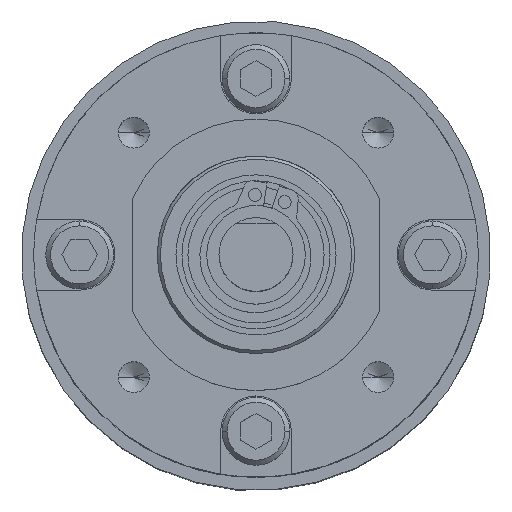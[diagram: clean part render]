
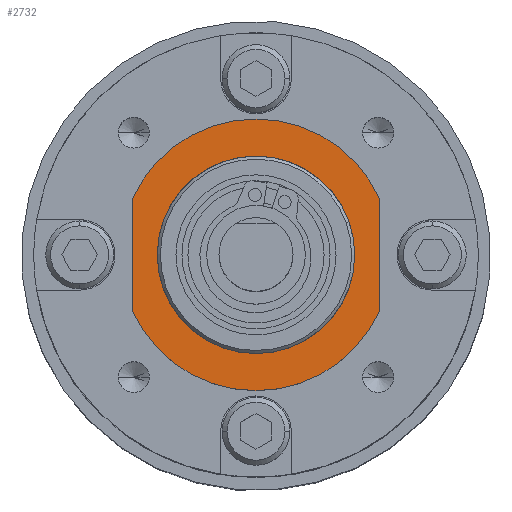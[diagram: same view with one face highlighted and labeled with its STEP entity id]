
A CAD part, top view. The second image highlights one B-rep face of the part: STEP entity #2732.
In plain terms, the highlighted planar face has unit normal (0, 0, 1).
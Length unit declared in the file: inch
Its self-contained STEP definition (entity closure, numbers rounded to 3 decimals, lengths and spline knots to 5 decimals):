
#372 = EDGE_LOOP ( 'NONE', ( #23394, #14248, #21630, #20907 ) ) ;
#1337 = CARTESIAN_POINT ( 'NONE',  ( 0.3937, -0.18042, 1.31718 ) ) ;
#2277 = AXIS2_PLACEMENT_3D ( 'NONE', #6026, #22091, #8312 ) ;
#2732 = ADVANCED_FACE ( 'NONE', ( #16324, #28508 ), #12978, .T. ) ;
#3857 = LINE ( 'NONE', #15412, #21465 ) ;
#4266 = AXIS2_PLACEMENT_3D ( 'NONE', #25539, #11805, #27821 ) ;
#4815 = EDGE_CURVE ( 'NONE', #6005, #24565, #7903, .T. ) ;
#6005 = VERTEX_POINT ( 'NONE', #29281 ) ;
#6026 = CARTESIAN_POINT ( 'NONE',  ( 0., 0., 1.31718 ) ) ;
#7028 = AXIS2_PLACEMENT_3D ( 'NONE', #26281, #12551, #28598 ) ;
#7903 = CIRCLE ( 'NONE', #7028, 0.31496 ) ;
#8163 = DIRECTION ( 'NONE',  ( 1., 0., 0. ) ) ;
#8185 = CIRCLE ( 'NONE', #4266, 0.31496 ) ;
#8312 = DIRECTION ( 'NONE',  ( 1., 0., 0. ) ) ;
#8668 = LINE ( 'NONE', #19168, #15521 ) ;
#9474 = DIRECTION ( 'NONE',  ( 0., 0., 1. ) ) ;
#9787 = EDGE_CURVE ( 'NONE', #24565, #6005, #8185, .T. ) ;
#11805 = DIRECTION ( 'NONE',  ( 0., 0., 1. ) ) ;
#12034 = VERTEX_POINT ( 'NONE', #21564 ) ;
#12551 = DIRECTION ( 'NONE',  ( 0., 0., 1. ) ) ;
#12978 = PLANE ( 'NONE',  #26091 ) ;
#13354 = EDGE_CURVE ( 'NONE', #27782, #19155, #25109, .T. ) ;
#13961 = VERTEX_POINT ( 'NONE', #28414 ) ;
#14248 = ORIENTED_EDGE ( 'NONE', *, *, #16195, .T. ) ;
#15412 = CARTESIAN_POINT ( 'NONE',  ( -0.3937, 0.18042, 1.31718 ) ) ;
#15521 = VECTOR ( 'NONE', #16843, 39.37008 ) ;
#16195 = EDGE_CURVE ( 'NONE', #19155, #13961, #8668, .T. ) ;
#16324 = FACE_BOUND ( 'NONE', #17659, .T. ) ;
#16344 = AXIS2_PLACEMENT_3D ( 'NONE', #23256, #9474, #25540 ) ;
#16394 = EDGE_CURVE ( 'NONE', #13961, #12034, #21613, .T. ) ;
#16843 = DIRECTION ( 'NONE',  ( 0., 1., 0. ) ) ;
#17659 = EDGE_LOOP ( 'NONE', ( #24450, #29471 ) ) ;
#17713 = DIRECTION ( 'NONE',  ( 0., -1., 0. ) ) ;
#19155 = VERTEX_POINT ( 'NONE', #1337 ) ;
#19168 = CARTESIAN_POINT ( 'NONE',  ( 0.3937, 0.18042, 1.31718 ) ) ;
#20864 = EDGE_CURVE ( 'NONE', #12034, #27782, #3857, .T. ) ;
#20907 = ORIENTED_EDGE ( 'NONE', *, *, #20864, .T. ) ;
#21465 = VECTOR ( 'NONE', #17713, 39.37008 ) ;
#21564 = CARTESIAN_POINT ( 'NONE',  ( -0.3937, 0.18042, 1.31718 ) ) ;
#21613 = CIRCLE ( 'NONE', #16344, 0.43307 ) ;
#21630 = ORIENTED_EDGE ( 'NONE', *, *, #16394, .T. ) ;
#21637 = DIRECTION ( 'NONE',  ( 0., 0., 1. ) ) ;
#22091 = DIRECTION ( 'NONE',  ( 0., 0., 1. ) ) ;
#22754 = CARTESIAN_POINT ( 'NONE',  ( -0.3937, -0.18042, 1.31718 ) ) ;
#23256 = CARTESIAN_POINT ( 'NONE',  ( 0., 0., 1.31718 ) ) ;
#23394 = ORIENTED_EDGE ( 'NONE', *, *, #13354, .T. ) ;
#24450 = ORIENTED_EDGE ( 'NONE', *, *, #4815, .F. ) ;
#24565 = VERTEX_POINT ( 'NONE', #28992 ) ;
#25109 = CIRCLE ( 'NONE', #2277, 0.43307 ) ;
#25539 = CARTESIAN_POINT ( 'NONE',  ( 0., 0., 1.31718 ) ) ;
#25540 = DIRECTION ( 'NONE',  ( 1., 0., 0. ) ) ;
#26091 = AXIS2_PLACEMENT_3D ( 'NONE', #28416, #21637, #8163 ) ;
#26281 = CARTESIAN_POINT ( 'NONE',  ( 0., 0., 1.31718 ) ) ;
#27782 = VERTEX_POINT ( 'NONE', #22754 ) ;
#27821 = DIRECTION ( 'NONE',  ( 1., 0., 0. ) ) ;
#28414 = CARTESIAN_POINT ( 'NONE',  ( 0.3937, 0.18042, 1.31718 ) ) ;
#28416 = CARTESIAN_POINT ( 'NONE',  ( 0., 0., 1.31718 ) ) ;
#28508 = FACE_OUTER_BOUND ( 'NONE', #372, .T. ) ;
#28598 = DIRECTION ( 'NONE',  ( 1., 0., 0. ) ) ;
#28992 = CARTESIAN_POINT ( 'NONE',  ( -0.31496, 0., 1.31718 ) ) ;
#29281 = CARTESIAN_POINT ( 'NONE',  ( 0.31496, 0., 1.31718 ) ) ;
#29471 = ORIENTED_EDGE ( 'NONE', *, *, #9787, .F. ) ;
